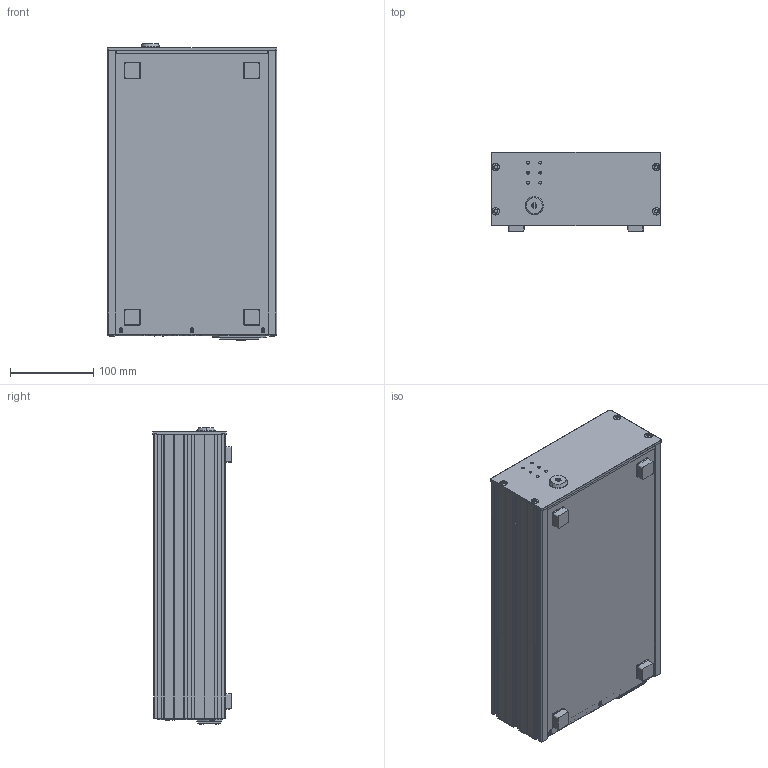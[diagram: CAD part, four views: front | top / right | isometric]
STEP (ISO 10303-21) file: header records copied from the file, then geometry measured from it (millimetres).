
FILE_DESCRIPTION (( 'STEP AP214' ), '1' );
FILE_NAME ('ICE-BLOC QCL.STEP', '2016-08-11T10:46:30', ( '' ), ( '' ), 'SwSTEP 2.0', 'SolidWorks 2015', '' );
FILE_SCHEMA (( 'AUTOMOTIVE_DESIGN' ));
Length unit declared in the file: millimetre
Products named in the file (1): ICE-BLOC QCL
Bounding box: 203.2 x 94.36 x 355.77 mm (x, y, z)
Surface area: 552194.5 mm2 (no closed solid volume)
Topology: 0 solids, 117 shells, 2067 faces, 8583 edges, 6295 vertices
Faces by surface type: plane 1246, cylinder 562, bspline 112, cone 85, sphere 32, torus 30
Entity records: 119531 total; most frequent: CARTESIAN_POINT 28361, DIRECTION 13566, ORIENTED_EDGE 12869, EDGE_CURVE 8579, VERTEX_POINT 6295, LINE 6108, VECTOR 6108, AXIS2_PLACEMENT_3D 3729
